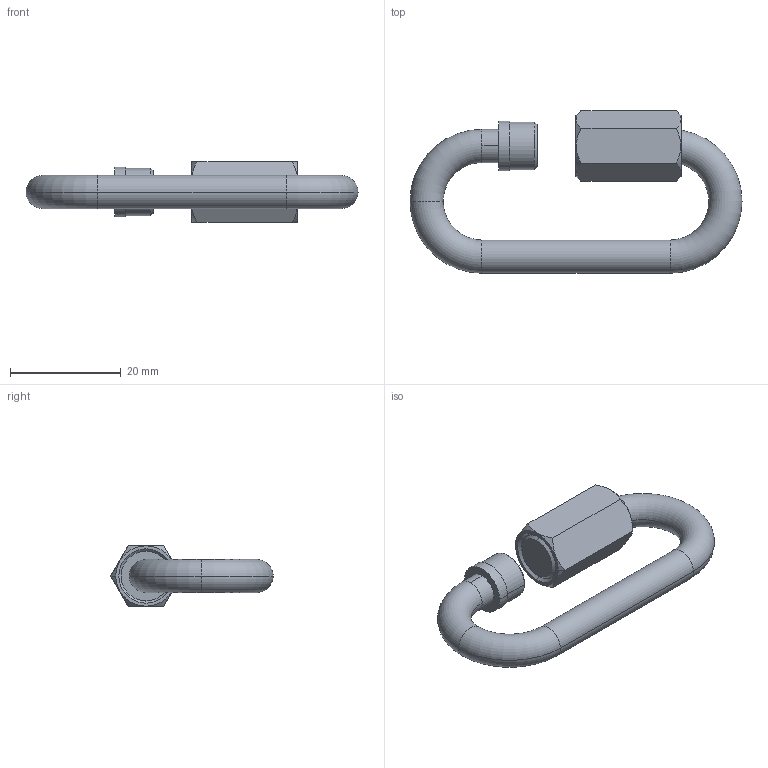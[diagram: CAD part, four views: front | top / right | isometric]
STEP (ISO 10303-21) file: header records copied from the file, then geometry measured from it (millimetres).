
FILE_DESCRIPTION (( 'STEP AP203' ), '1' );
FILE_NAME ('T23490.STEP', '2018-07-17T07:53:30', ( '' ), ( '' ), 'SwSTEP 2.0', 'SolidWorks 2016', '' );
FILE_SCHEMA (( 'CONFIG_CONTROL_DESIGN' ));
Length unit declared in the file: millimetre
Products named in the file (1): T23490
Bounding box: 60 x 29.35 x 11 mm (x, y, z)
Volume: 4596.3 mm3; surface area: 3885.7 mm2
Topology: 2 solids, 2 shells, 45 faces, 98 edges, 60 vertices
Faces by surface type: cylinder 14, plane 13, cone 12, torus 6
Entity records: 1433 total; most frequent: CARTESIAN_POINT 344, DIRECTION 232, ORIENTED_EDGE 196, AXIS2_PLACEMENT_3D 100, EDGE_CURVE 98, VERTEX_POINT 60, CIRCLE 54, EDGE_LOOP 50
